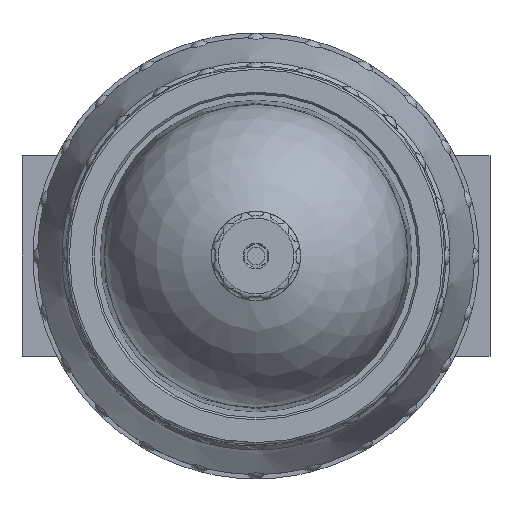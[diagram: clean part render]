
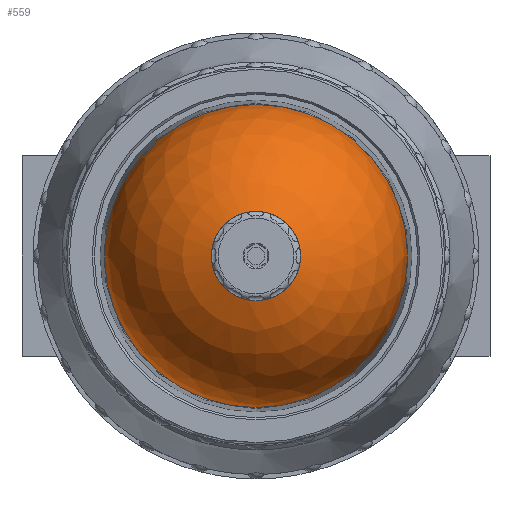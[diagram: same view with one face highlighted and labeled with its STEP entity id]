
A CAD part, front view. The second image highlights one B-rep face of the part: STEP entity #559.
In plain terms, the highlighted spherical face has radius 34 mm.
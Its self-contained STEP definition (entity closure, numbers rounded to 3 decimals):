
#559 = ADVANCED_FACE( '', ( #1391, #1392 ), #1393, .T. );
#1391 = FACE_OUTER_BOUND( '', #2226, .T. );
#1392 = FACE_OUTER_BOUND( '', #2227, .T. );
#1393 = SPHERICAL_SURFACE( '', #2228, 34. );
#2226 = EDGE_LOOP( '', ( #5300 ) );
#2227 = EDGE_LOOP( '', ( #5301 ) );
#2228 = AXIS2_PLACEMENT_3D( '', #5302, #5303, #5304 );
#5300 = ORIENTED_EDGE( '', *, *, #6260, .T. );
#5301 = ORIENTED_EDGE( '', *, *, #6259, .F. );
#5302 = CARTESIAN_POINT( '', ( 0., -87., 0. ) );
#5303 = DIRECTION( '', ( 0., -1., 0. ) );
#5304 = DIRECTION( '', ( 1., 0., 0. ) );
#6259 = EDGE_CURVE( '', #7817, #7817, #7818, .T. );
#6260 = EDGE_CURVE( '', #7819, #7819, #7820, .T. );
#7817 = VERTEX_POINT( '', #12479 );
#7818 = CIRCLE( '', #12480, 10. );
#7819 = VERTEX_POINT( '', #12481 );
#7820 = CIRCLE( '', #12482, 33.998 );
#12479 = CARTESIAN_POINT( '', ( 0., -119.496, -10. ) );
#12480 = AXIS2_PLACEMENT_3D( '', #13920, #13921, #13922 );
#12481 = CARTESIAN_POINT( '', ( 0., -87.377, -33.998 ) );
#12482 = AXIS2_PLACEMENT_3D( '', #13923, #13924, #13925 );
#13920 = CARTESIAN_POINT( '', ( 0., -119.496, 0. ) );
#13921 = DIRECTION( '', ( 0., -1., 0. ) );
#13922 = DIRECTION( '', ( 0., 0., -1. ) );
#13923 = CARTESIAN_POINT( '', ( 0., -87.377, 0. ) );
#13924 = DIRECTION( '', ( 0., -1., 0. ) );
#13925 = DIRECTION( '', ( 0., 0., -1. ) );
